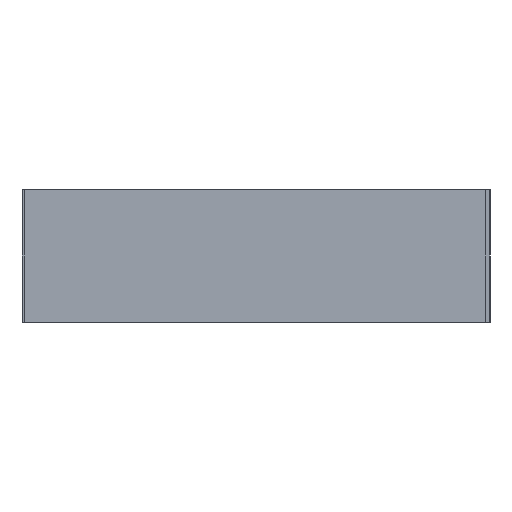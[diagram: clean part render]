
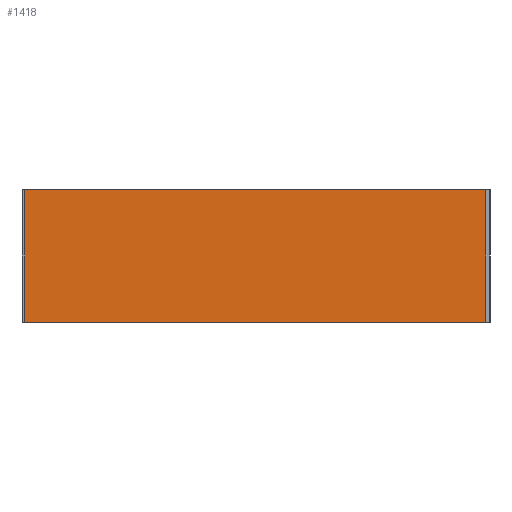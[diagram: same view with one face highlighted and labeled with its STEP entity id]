
A CAD part, left-side view. The second image highlights one B-rep face of the part: STEP entity #1418.
In plain terms, the highlighted planar face has unit normal (-1, 0, 0).
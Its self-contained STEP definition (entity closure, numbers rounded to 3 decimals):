
#50=PLANE('',#1507);
#120=FACE_OUTER_BOUND('',#190,.T.);
#190=EDGE_LOOP('',(#1095,#1096,#1097,#1098));
#318=LINE('',#2081,#518);
#319=LINE('',#2084,#519);
#320=LINE('',#2086,#520);
#321=LINE('',#2087,#521);
#518=VECTOR('',#1702,10.);
#519=VECTOR('',#1705,10.);
#520=VECTOR('',#1706,10.);
#521=VECTOR('',#1707,10.);
#697=VERTEX_POINT('',#2077);
#698=VERTEX_POINT('',#2079);
#699=VERTEX_POINT('',#2083);
#700=VERTEX_POINT('',#2085);
#862=EDGE_CURVE('',#697,#698,#318,.T.);
#863=EDGE_CURVE('',#697,#699,#319,.T.);
#864=EDGE_CURVE('',#700,#698,#320,.T.);
#865=EDGE_CURVE('',#699,#700,#321,.T.);
#1095=ORIENTED_EDGE('',*,*,#863,.F.);
#1096=ORIENTED_EDGE('',*,*,#862,.T.);
#1097=ORIENTED_EDGE('',*,*,#864,.F.);
#1098=ORIENTED_EDGE('',*,*,#865,.F.);
#1418=ADVANCED_FACE('',(#120),#50,.T.);
#1507=AXIS2_PLACEMENT_3D('',#2082,#1703,#1704);
#1702=DIRECTION('',(0.,0.,1.));
#1703=DIRECTION('center_axis',(-1.,0.,0.));
#1704=DIRECTION('ref_axis',(0.,-1.,0.));
#1705=DIRECTION('',(0.,1.,0.));
#1706=DIRECTION('',(0.,-1.,0.));
#1707=DIRECTION('',(0.,0.,1.));
#2077=CARTESIAN_POINT('',(-57.5,190.062,0.6));
#2079=CARTESIAN_POINT('',(-57.5,190.062,2.6));
#2081=CARTESIAN_POINT('',(-57.5,190.062,0.6));
#2082=CARTESIAN_POINT('Origin',(-57.5,197.,0.6));
#2083=CARTESIAN_POINT('',(-57.5,197.,0.6));
#2084=CARTESIAN_POINT('',(-57.5,190.062,0.6));
#2085=CARTESIAN_POINT('',(-57.5,197.,2.6));
#2086=CARTESIAN_POINT('',(-57.5,190.062,2.6));
#2087=CARTESIAN_POINT('',(-57.5,197.,0.6));
